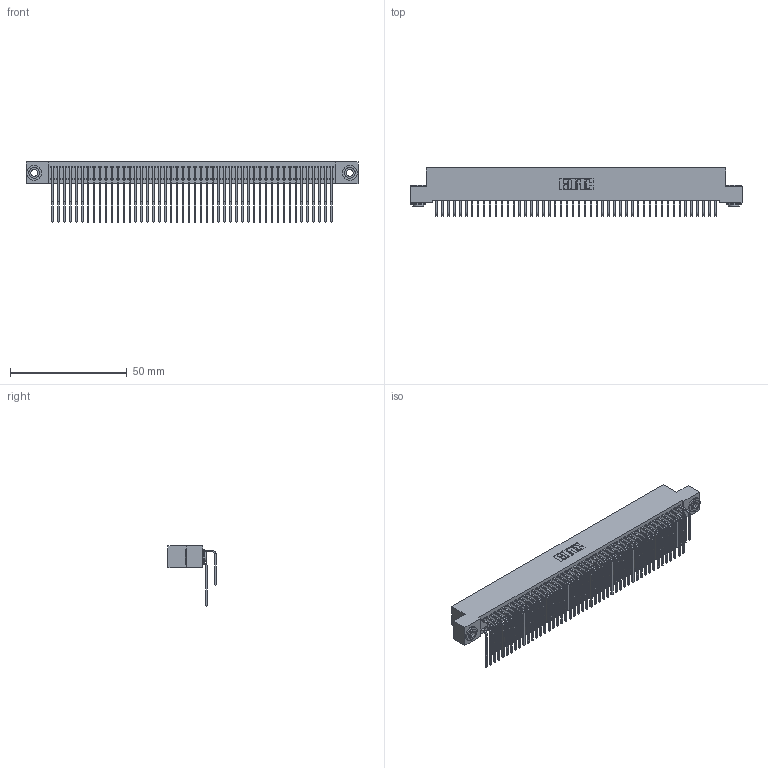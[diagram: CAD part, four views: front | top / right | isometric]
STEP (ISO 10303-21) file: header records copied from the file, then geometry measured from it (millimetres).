
FILE_DESCRIPTION (( 'STEP AP203' ), '1' );
FILE_NAME ('392-096-559-203.STEP', '2018-08-18T10:22:13', ( '' ), ( '' ), 'SwSTEP 2.0', 'SolidWorks 2016', '' );
FILE_SCHEMA (( 'CONFIG_CONTROL_DESIGN' ));
Length unit declared in the file: inch
Products named in the file (5): 392-096-559-203; 342 Part_.156 TH; 345-292-001_558 559 Tail - 1; 345-292-001_559 Tail - 2; 342-250-002_345-250-002-102
Assembly tree (99 placements, depth 2):
  392-096-559-203
    342 Part_.156 TH
    345-292-001_558 559 Tail - 1  x48
    345-292-001_559 Tail - 2  x48
    342-250-002_345-250-002-102  x2
Bounding box: 142.24 x 20.64 x 25.78 mm (x, y, z)
Volume: 13385.3 mm3; surface area: 24655 mm2
Topology: 99 solids, 99 shells, 5332 faces, 15831 edges, 10422 vertices
Faces by surface type: plane 3724, cylinder 1600, cone 8
Entity records: 32406 total; most frequent: CARTESIAN_POINT 5388, ORIENTED_EDGE 5266, DIRECTION 4607, EDGE_CURVE 2633, VECTOR 2441, LINE 2441, VERTEX_POINT 1750, AXIS2_PLACEMENT_3D 1083
